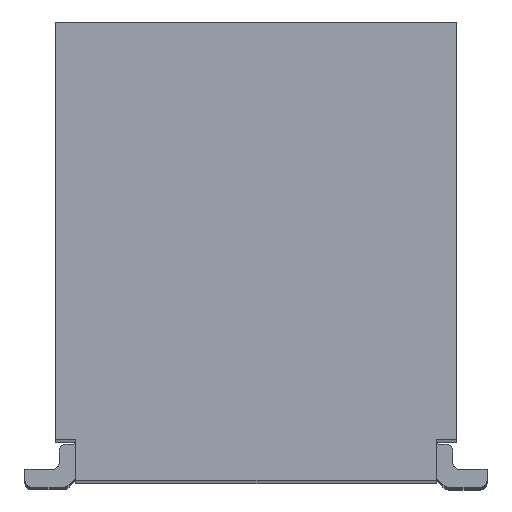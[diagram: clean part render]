
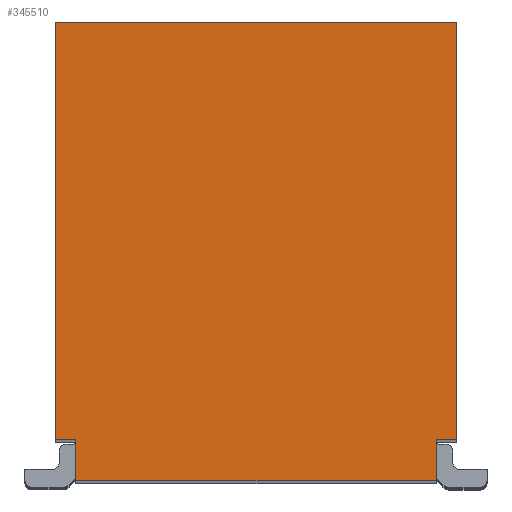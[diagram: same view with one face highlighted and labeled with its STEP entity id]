
A CAD part, top view. The second image highlights one B-rep face of the part: STEP entity #345510.
In plain terms, the highlighted planar face has unit normal (0, 0, 1).
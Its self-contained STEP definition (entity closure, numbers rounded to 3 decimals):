
#6480=CARTESIAN_POINT('',(-1.47,-1.9,9.415));
#6490=VERTEX_POINT('',#6480);
#6520=CARTESIAN_POINT('',(0.,-1.9,9.415));
#6530=DIRECTION('',(-1.,0.,0.));
#6540=VECTOR('',#6530,1.);
#6550=LINE('',#6520,#6540);
#6560=CARTESIAN_POINT('',(1.47,-1.9,9.415));
#6570=VERTEX_POINT('',#6560);
#6580=EDGE_CURVE('',#6570,#6490,#6550,.T.);
#12320=CARTESIAN_POINT('',(-1.47,1.15,9.415));
#12330=VERTEX_POINT('',#12320);
#12360=CARTESIAN_POINT('',(-1.47,-1.1,9.415));
#12370=DIRECTION('',(0.,1.,0.));
#12380=VECTOR('',#12370,1.);
#12390=LINE('',#12360,#12380);
#12400=EDGE_CURVE('',#6490,#12330,#12390,.T.);
#12950=CARTESIAN_POINT('',(1.47,0.35,9.415));
#12960=DIRECTION('',(0.,1.,0.));
#12970=VECTOR('',#12960,1.);
#12980=LINE('',#12950,#12970);
#12990=CARTESIAN_POINT('',(1.47,1.15,9.415));
#13000=VERTEX_POINT('',#12990);
#13010=EDGE_CURVE('',#6570,#13000,#12980,.T.);
#13220=CARTESIAN_POINT('',(-1.32,1.15,9.415));
#13230=VERTEX_POINT('',#13220);
#13260=CARTESIAN_POINT('',(0.,1.15,9.415));
#13270=DIRECTION('',(-1.,0.,0.));
#13280=VECTOR('',#13270,1.);
#13290=LINE('',#13260,#13280);
#13300=EDGE_CURVE('',#13230,#12330,#13290,.T.);
#220070=CARTESIAN_POINT('',(1.32,1.15,9.415));
#220080=VERTEX_POINT('',#220070);
#220090=EDGE_CURVE('',#13000,#220080,#13290,.T.);
#220300=CARTESIAN_POINT('',(-1.32,1.45,9.415));
#220310=VERTEX_POINT('',#220300);
#220340=CARTESIAN_POINT('',(-1.32,1.45,9.415));
#220350=DIRECTION('',(0.,1.,0.));
#220360=VECTOR('',#220350,1.);
#220370=LINE('',#220340,#220360);
#220380=EDGE_CURVE('',#13230,#220310,#220370,.T.);
#345240=CARTESIAN_POINT('',(0.67,0.662,9.415));
#345250=DIRECTION('',(0.,0.,-1.));
#345260=DIRECTION('',(1.,0.,0.));
#345270=AXIS2_PLACEMENT_3D('',#345240,#345250,#345260);
#345280=PLANE('',#345270);
#345290=ORIENTED_EDGE('',*,*,#220090,.T.);
#345300=ORIENTED_EDGE('',*,*,#13010,.T.);
#345310=ORIENTED_EDGE('',*,*,#6580,.F.);
#345320=ORIENTED_EDGE('',*,*,#12400,.F.);
#345330=ORIENTED_EDGE('',*,*,#13300,.T.);
#345340=ORIENTED_EDGE('',*,*,#220380,.F.);
#345350=CARTESIAN_POINT('',(0.,1.45,9.415));
#345360=DIRECTION('',(1.,0.,0.));
#345370=VECTOR('',#345360,1.);
#345380=LINE('',#345350,#345370);
#345390=CARTESIAN_POINT('',(1.32,1.45,9.415));
#345400=VERTEX_POINT('',#345390);
#345410=EDGE_CURVE('',#220310,#345400,#345380,.T.);
#345420=ORIENTED_EDGE('',*,*,#345410,.F.);
#345430=CARTESIAN_POINT('',(1.32,1.45,9.415));
#345440=DIRECTION('',(0.,1.,0.));
#345450=VECTOR('',#345440,1.);
#345460=LINE('',#345430,#345450);
#345470=EDGE_CURVE('',#220080,#345400,#345460,.T.);
#345480=ORIENTED_EDGE('',*,*,#345470,.T.);
#345490=EDGE_LOOP('',(#345480,#345420,#345340,#345330,#345320,#345310,
#345300,#345290));
#345500=FACE_OUTER_BOUND('',#345490,.T.);
#345510=ADVANCED_FACE('',(#345500),#345280,.F.);
